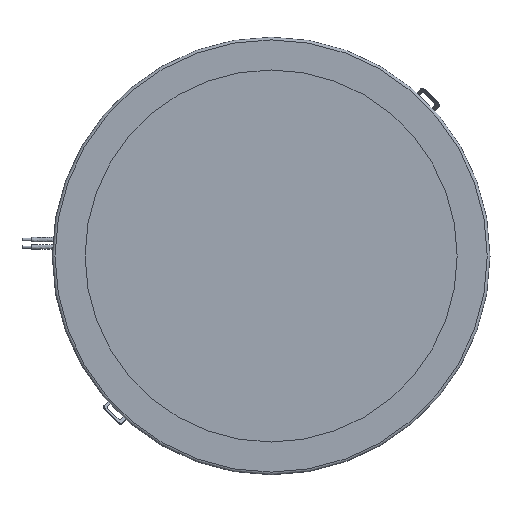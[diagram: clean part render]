
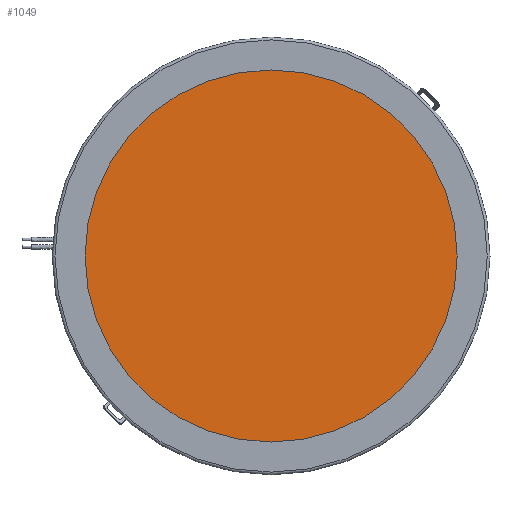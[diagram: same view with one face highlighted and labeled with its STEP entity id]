
A CAD part, front view. The second image highlights one B-rep face of the part: STEP entity #1049.
In plain terms, the highlighted planar face has unit normal (0, -1, 0).
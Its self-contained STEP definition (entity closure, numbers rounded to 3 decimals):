
#1049 = ADVANCED_FACE ( 'NONE', ( #4569 ), #4304, .F. ) ;
#1443 = AXIS2_PLACEMENT_3D ( 'NONE', #2706, #5910, #17081 ) ;
#2706 = CARTESIAN_POINT ( 'NONE',  ( 0., 1.5, 0. ) ) ;
#4304 = PLANE ( 'NONE',  #1443 ) ;
#4569 = FACE_OUTER_BOUND ( 'NONE', #9603, .T. ) ;
#4600 = CIRCLE ( 'NONE', #18899, 102. ) ;
#5910 = DIRECTION ( 'NONE',  ( 0., 1., 0. ) ) ;
#7196 = VERTEX_POINT ( 'NONE', #12907 ) ;
#8471 = DIRECTION ( 'NONE',  ( 0., 1., 0. ) ) ;
#9312 = EDGE_CURVE ( 'NONE', #7196, #7196, #4600, .T. ) ;
#9603 = EDGE_LOOP ( 'NONE', ( #12060 ) ) ;
#12060 = ORIENTED_EDGE ( 'NONE', *, *, #9312, .F. ) ;
#12907 = CARTESIAN_POINT ( 'NONE',  ( 0., 1.5, 102. ) ) ;
#17081 = DIRECTION ( 'NONE',  ( 0., 0., 1. ) ) ;
#18035 = CARTESIAN_POINT ( 'NONE',  ( 0., 1.5, 0. ) ) ;
#18899 = AXIS2_PLACEMENT_3D ( 'NONE', #18035, #8471, #19644 ) ;
#19644 = DIRECTION ( 'NONE',  ( 0., 0., 1. ) ) ;
